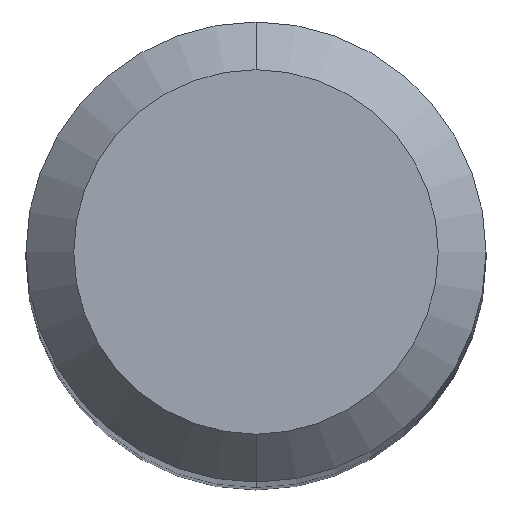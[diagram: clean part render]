
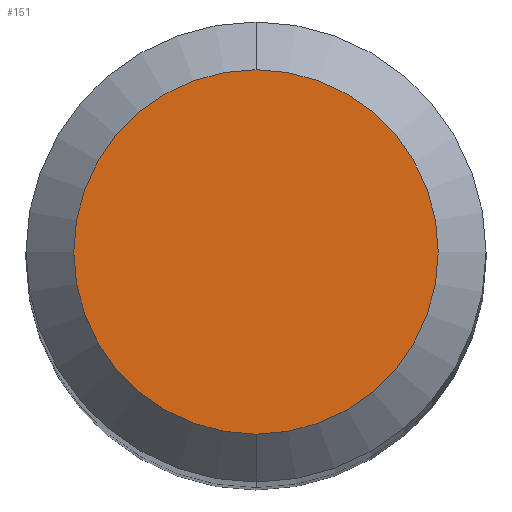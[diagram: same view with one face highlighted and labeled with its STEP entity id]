
A CAD part, top view. The second image highlights one B-rep face of the part: STEP entity #151.
In plain terms, the highlighted planar face has unit normal (0, 0, 1).
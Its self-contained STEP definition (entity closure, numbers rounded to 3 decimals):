
#24 = CARTESIAN_POINT ( 'NONE',  ( 0., 0., 79. ) ) ;
#46 = AXIS2_PLACEMENT_3D ( 'NONE', #210, #137, #180 ) ;
#52 = CIRCLE ( 'NONE', #107, 3.05 ) ;
#61 = DIRECTION ( 'NONE',  ( 0., 1., 0. ) ) ;
#78 = CARTESIAN_POINT ( 'NONE',  ( 0., -3.05, 79. ) ) ;
#107 = AXIS2_PLACEMENT_3D ( 'NONE', #24, #234, #61 ) ;
#122 = VERTEX_POINT ( 'NONE', #178 ) ;
#136 = PLANE ( 'NONE',  #250 ) ;
#137 = DIRECTION ( 'NONE',  ( 0., 0., -1. ) ) ;
#151 = ADVANCED_FACE ( 'NONE', ( #254 ), #136, .F. ) ;
#154 = ORIENTED_EDGE ( 'NONE', *, *, #313, .F. ) ;
#171 = VERTEX_POINT ( 'NONE', #78 ) ;
#178 = CARTESIAN_POINT ( 'NONE',  ( 0., 3.05, 79. ) ) ;
#180 = DIRECTION ( 'NONE',  ( 0., 1., 0. ) ) ;
#210 = CARTESIAN_POINT ( 'NONE',  ( 0., 0., 79. ) ) ;
#234 = DIRECTION ( 'NONE',  ( 0., 0., -1. ) ) ;
#242 = CIRCLE ( 'NONE', #46, 3.05 ) ;
#250 = AXIS2_PLACEMENT_3D ( 'NONE', #253, #259, #287 ) ;
#253 = CARTESIAN_POINT ( 'NONE',  ( 0., 0., 79. ) ) ;
#254 = FACE_OUTER_BOUND ( 'NONE', #298, .T. ) ;
#259 = DIRECTION ( 'NONE',  ( 0., 0., -1. ) ) ;
#287 = DIRECTION ( 'NONE',  ( 0., 1., 0. ) ) ;
#298 = EDGE_LOOP ( 'NONE', ( #154, #301 ) ) ;
#301 = ORIENTED_EDGE ( 'NONE', *, *, #328, .F. ) ;
#313 = EDGE_CURVE ( 'NONE', #122, #171, #52, .T. ) ;
#328 = EDGE_CURVE ( 'NONE', #171, #122, #242, .T. ) ;
